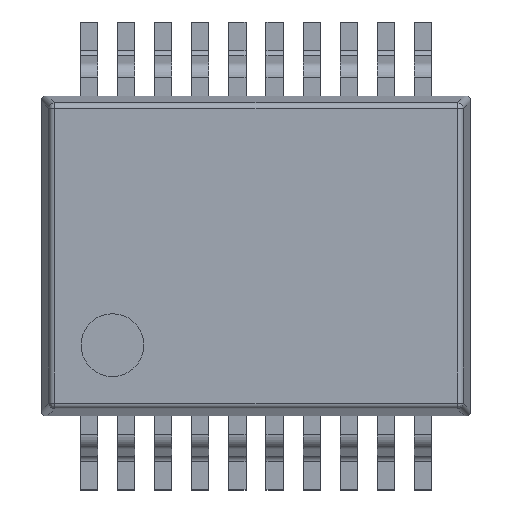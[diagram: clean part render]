
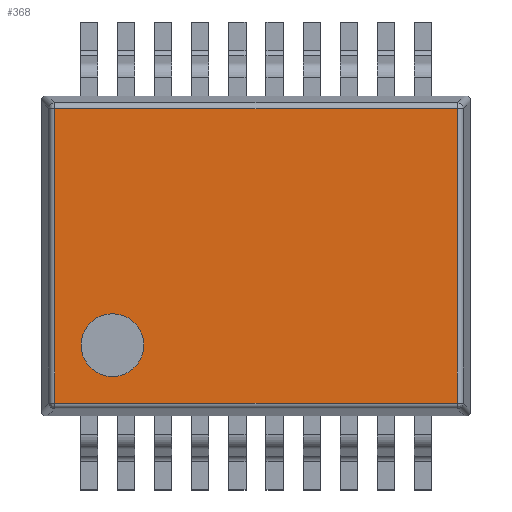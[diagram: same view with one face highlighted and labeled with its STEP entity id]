
A CAD part, top view. The second image highlights one B-rep face of the part: STEP entity #368.
In plain terms, the highlighted planar face has unit normal (0, 0, 1).
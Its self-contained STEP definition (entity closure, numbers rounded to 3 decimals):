
#368=ADVANCED_FACE('',(#1100,#1102),#1104,.T.);
#1100=FACE_BOUND('',#1101,.T.);
#1101=EDGE_LOOP('',(#1772,#1773,#1774,#1775));
#1102=FACE_BOUND('',#1103,.T.);
#1103=EDGE_LOOP('',(#1776));
#1104=PLANE('',#1105);
#1105=AXIS2_PLACEMENT_3D('',#1106,#1107,#1108);
#1106=CARTESIAN_POINT('',(0.,0.,2.));
#1107=DIRECTION('',(0.,0.,1.));
#1108=DIRECTION('',(1.,0.,0.));
#1772=ORIENTED_EDGE('',*,*,#2168,.T.);
#1773=ORIENTED_EDGE('',*,*,#2169,.T.);
#1774=ORIENTED_EDGE('',*,*,#2170,.T.);
#1775=ORIENTED_EDGE('',*,*,#2171,.T.);
#1776=ORIENTED_EDGE('',*,*,#2172,.T.);
#2168=EDGE_CURVE('',#2406,#2407,#2408,.T.);
#2169=EDGE_CURVE('',#2407,#2409,#2410,.T.);
#2170=EDGE_CURVE('',#2409,#2411,#2412,.T.);
#2171=EDGE_CURVE('',#2411,#2406,#2413,.T.);
#2172=EDGE_CURVE('',#2414,#2414,#2415,.F.);
#2406=VERTEX_POINT('',#2902);
#2407=VERTEX_POINT('',#2903);
#2408=LINE('',#2904,#2905);
#2409=VERTEX_POINT('',#2907);
#2410=LINE('',#2908,#2909);
#2411=VERTEX_POINT('',#2911);
#2412=LINE('',#2912,#2913);
#2413=LINE('',#2915,#2916);
#2414=VERTEX_POINT('',#2918);
#2415=CIRCLE('',#2919,0.55);
#2902=CARTESIAN_POINT('',(3.53,2.58,2.));
#2903=CARTESIAN_POINT('',(-3.53,2.58,2.));
#2904=CARTESIAN_POINT('',(3.53,2.58,2.));
#2905=VECTOR('',#2906,1.);
#2906=DIRECTION('',(-1.,0.,0.));
#2907=CARTESIAN_POINT('',(-3.53,-2.58,2.));
#2908=CARTESIAN_POINT('',(-3.53,2.58,2.));
#2909=VECTOR('',#2910,1.);
#2910=DIRECTION('',(0.,-1.,0.));
#2911=CARTESIAN_POINT('',(3.53,-2.58,2.));
#2912=CARTESIAN_POINT('',(-3.53,-2.58,2.));
#2913=VECTOR('',#2914,1.);
#2914=DIRECTION('',(1.,0.,0.));
#2915=CARTESIAN_POINT('',(3.53,-2.58,2.));
#2916=VECTOR('',#2917,1.);
#2917=DIRECTION('',(0.,1.,0.));
#2918=CARTESIAN_POINT('',(-1.965,-1.565,2.));
#2919=AXIS2_PLACEMENT_3D('',#2920,#2921,#2922);
#2920=CARTESIAN_POINT('',(-2.515,-1.565,2.));
#2921=DIRECTION('',(0.,0.,1.));
#2922=DIRECTION('',(1.,0.,0.));
